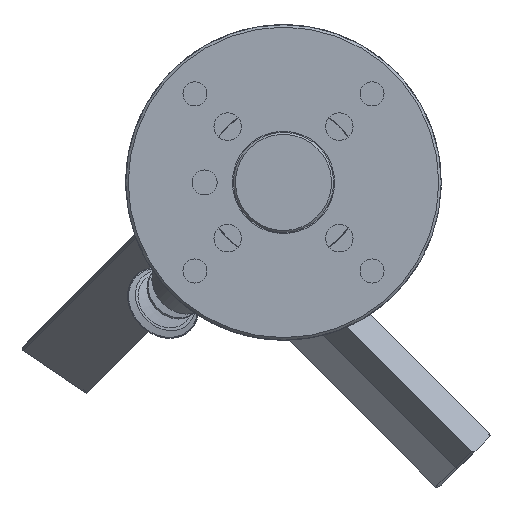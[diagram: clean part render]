
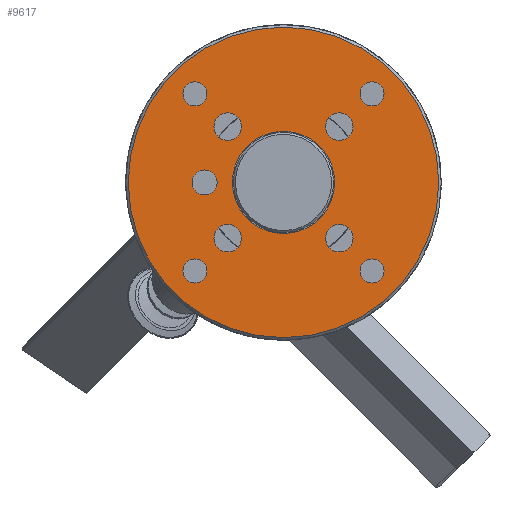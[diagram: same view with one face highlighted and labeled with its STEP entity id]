
A CAD part, left-side view. The second image highlights one B-rep face of the part: STEP entity #9617.
In plain terms, the highlighted planar face has unit normal (-1, 0, 0).
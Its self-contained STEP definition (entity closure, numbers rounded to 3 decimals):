
#512=PLANE('',#10632);
#681=FACE_BOUND('',#3080,.T.);
#682=FACE_BOUND('',#3081,.T.);
#683=FACE_BOUND('',#3082,.T.);
#684=FACE_BOUND('',#3083,.T.);
#685=FACE_BOUND('',#3084,.T.);
#686=FACE_BOUND('',#3085,.T.);
#687=FACE_BOUND('',#3086,.T.);
#688=FACE_BOUND('',#3087,.T.);
#689=FACE_BOUND('',#3088,.T.);
#690=FACE_BOUND('',#3089,.T.);
#2429=FACE_OUTER_BOUND('',#3079,.T.);
#3079=EDGE_LOOP('',(#7962));
#3080=EDGE_LOOP('',(#7963));
#3081=EDGE_LOOP('',(#7964));
#3082=EDGE_LOOP('',(#7965));
#3083=EDGE_LOOP('',(#7966));
#3084=EDGE_LOOP('',(#7967));
#3085=EDGE_LOOP('',(#7968));
#3086=EDGE_LOOP('',(#7969));
#3087=EDGE_LOOP('',(#7970));
#3088=EDGE_LOOP('',(#7971));
#3089=EDGE_LOOP('',(#7972));
#3926=CIRCLE('',#10631,31.);
#3927=CIRCLE('',#10633,2.4);
#3928=CIRCLE('',#10634,2.4);
#3929=CIRCLE('',#10635,2.4);
#3930=CIRCLE('',#10636,2.4);
#3931=CIRCLE('',#10637,2.5);
#3932=CIRCLE('',#10638,2.75);
#3933=CIRCLE('',#10639,2.75);
#3934=CIRCLE('',#10640,2.75);
#3935=CIRCLE('',#10641,2.75);
#3936=CIRCLE('',#10642,10.201);
#4700=VERTEX_POINT('',#19430);
#4701=VERTEX_POINT('',#19434);
#4702=VERTEX_POINT('',#19436);
#4703=VERTEX_POINT('',#19438);
#4704=VERTEX_POINT('',#19440);
#4705=VERTEX_POINT('',#19442);
#4706=VERTEX_POINT('',#19444);
#4707=VERTEX_POINT('',#19446);
#4708=VERTEX_POINT('',#19448);
#4709=VERTEX_POINT('',#19450);
#4710=VERTEX_POINT('',#19452);
#5842=EDGE_CURVE('',#4700,#4700,#3926,.T.);
#5843=EDGE_CURVE('',#4701,#4701,#3927,.T.);
#5844=EDGE_CURVE('',#4702,#4702,#3928,.T.);
#5845=EDGE_CURVE('',#4703,#4703,#3929,.T.);
#5846=EDGE_CURVE('',#4704,#4704,#3930,.T.);
#5847=EDGE_CURVE('',#4705,#4705,#3931,.T.);
#5848=EDGE_CURVE('',#4706,#4706,#3932,.T.);
#5849=EDGE_CURVE('',#4707,#4707,#3933,.T.);
#5850=EDGE_CURVE('',#4708,#4708,#3934,.T.);
#5851=EDGE_CURVE('',#4709,#4709,#3935,.T.);
#5852=EDGE_CURVE('',#4710,#4710,#3936,.T.);
#7962=ORIENTED_EDGE('',*,*,#5842,.F.);
#7963=ORIENTED_EDGE('',*,*,#5843,.F.);
#7964=ORIENTED_EDGE('',*,*,#5844,.F.);
#7965=ORIENTED_EDGE('',*,*,#5845,.F.);
#7966=ORIENTED_EDGE('',*,*,#5846,.F.);
#7967=ORIENTED_EDGE('',*,*,#5847,.T.);
#7968=ORIENTED_EDGE('',*,*,#5848,.T.);
#7969=ORIENTED_EDGE('',*,*,#5849,.T.);
#7970=ORIENTED_EDGE('',*,*,#5850,.T.);
#7971=ORIENTED_EDGE('',*,*,#5851,.T.);
#7972=ORIENTED_EDGE('',*,*,#5852,.T.);
#9617=ADVANCED_FACE('',(#2429,#681,#682,#683,#684,#685,#686,#687,#688,#689,
#690),#512,.F.);
#10631=AXIS2_PLACEMENT_3D('',#19432,#12516,#12517);
#10632=AXIS2_PLACEMENT_3D('',#19433,#12518,#12519);
#10633=AXIS2_PLACEMENT_3D('',#19435,#12520,#12521);
#10634=AXIS2_PLACEMENT_3D('',#19437,#12522,#12523);
#10635=AXIS2_PLACEMENT_3D('',#19439,#12524,#12525);
#10636=AXIS2_PLACEMENT_3D('',#19441,#12526,#12527);
#10637=AXIS2_PLACEMENT_3D('',#19443,#12528,#12529);
#10638=AXIS2_PLACEMENT_3D('',#19445,#12530,#12531);
#10639=AXIS2_PLACEMENT_3D('',#19447,#12532,#12533);
#10640=AXIS2_PLACEMENT_3D('',#19449,#12534,#12535);
#10641=AXIS2_PLACEMENT_3D('',#19451,#12536,#12537);
#10642=AXIS2_PLACEMENT_3D('',#19453,#12538,#12539);
#12516=DIRECTION('center_axis',(1.,0.,0.));
#12517=DIRECTION('ref_axis',(0.,-1.,0.));
#12518=DIRECTION('center_axis',(1.,0.,0.));
#12519=DIRECTION('ref_axis',(0.,0.,-1.));
#12520=DIRECTION('center_axis',(-1.,0.,0.));
#12521=DIRECTION('ref_axis',(0.,-1.,0.));
#12522=DIRECTION('center_axis',(-1.,0.,0.));
#12523=DIRECTION('ref_axis',(0.,-1.,0.));
#12524=DIRECTION('center_axis',(-1.,0.,0.));
#12525=DIRECTION('ref_axis',(0.,-1.,0.));
#12526=DIRECTION('center_axis',(-1.,0.,0.));
#12527=DIRECTION('ref_axis',(0.,-1.,0.));
#12528=DIRECTION('center_axis',(1.,0.,0.));
#12529=DIRECTION('ref_axis',(0.,0.,1.));
#12530=DIRECTION('center_axis',(1.,0.,0.));
#12531=DIRECTION('ref_axis',(0.,0.,-1.));
#12532=DIRECTION('center_axis',(1.,0.,0.));
#12533=DIRECTION('ref_axis',(0.,0.,-1.));
#12534=DIRECTION('center_axis',(1.,0.,0.));
#12535=DIRECTION('ref_axis',(0.,0.,-1.));
#12536=DIRECTION('center_axis',(1.,0.,0.));
#12537=DIRECTION('ref_axis',(0.,0.,-1.));
#12538=DIRECTION('center_axis',(1.,0.,0.));
#12539=DIRECTION('ref_axis',(0.,0.,1.));
#19430=CARTESIAN_POINT('',(-75.56,-63.209,94.023));
#19432=CARTESIAN_POINT('Origin',(-75.56,-94.209,94.023));
#19433=CARTESIAN_POINT('Origin',(-75.56,-94.209,94.023));
#19434=CARTESIAN_POINT('',(-75.56,-109.487,111.7));
#19435=CARTESIAN_POINT('Origin',(-75.56,-111.887,111.7));
#19436=CARTESIAN_POINT('',(-75.56,-74.131,111.7));
#19437=CARTESIAN_POINT('Origin',(-75.56,-76.531,111.7));
#19438=CARTESIAN_POINT('',(-75.56,-74.131,76.345));
#19439=CARTESIAN_POINT('Origin',(-75.56,-76.531,76.345));
#19440=CARTESIAN_POINT('',(-75.56,-109.487,76.345));
#19441=CARTESIAN_POINT('Origin',(-75.56,-111.887,76.345));
#19442=CARTESIAN_POINT('',(-75.56,-78.459,91.523));
#19443=CARTESIAN_POINT('Origin',(-75.56,-78.459,94.023));
#19444=CARTESIAN_POINT('',(-75.56,-83.072,107.909));
#19445=CARTESIAN_POINT('Origin',(-75.56,-83.072,105.159));
#19446=CARTESIAN_POINT('',(-75.56,-83.072,85.636));
#19447=CARTESIAN_POINT('Origin',(-75.56,-83.072,82.886));
#19448=CARTESIAN_POINT('',(-75.56,-105.346,85.636));
#19449=CARTESIAN_POINT('Origin',(-75.56,-105.346,82.886));
#19450=CARTESIAN_POINT('',(-75.56,-105.346,107.91));
#19451=CARTESIAN_POINT('Origin',(-75.56,-105.346,105.16));
#19452=CARTESIAN_POINT('',(-75.56,-94.21,83.822));
#19453=CARTESIAN_POINT('Origin',(-75.56,-94.21,94.023));
